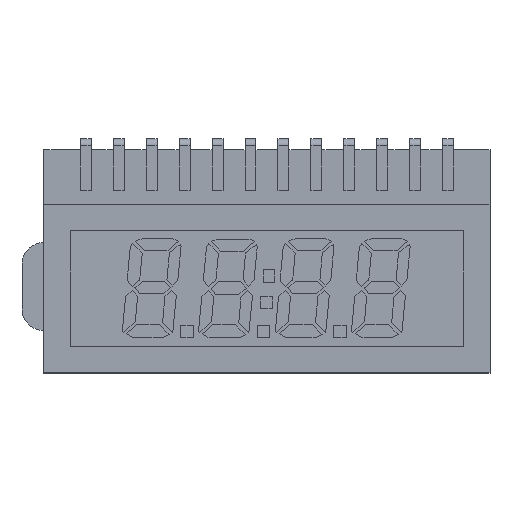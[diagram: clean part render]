
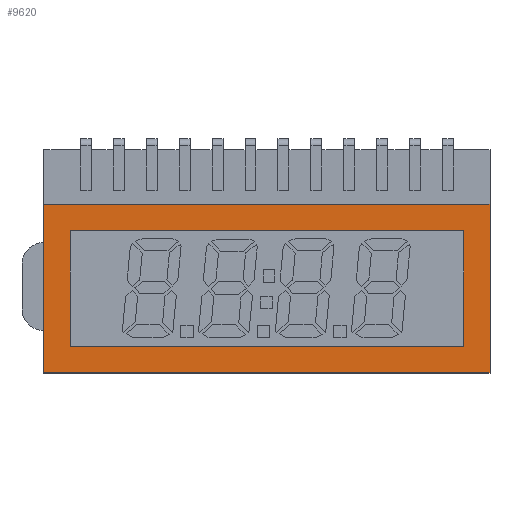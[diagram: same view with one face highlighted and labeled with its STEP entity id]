
A CAD part, top view. The second image highlights one B-rep face of the part: STEP entity #9620.
In plain terms, the highlighted planar face has unit normal (0, 0, 1).
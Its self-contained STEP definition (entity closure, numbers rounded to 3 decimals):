
#993=ORIENTED_EDGE('',*,*,#2669,.F.);
#994=ORIENTED_EDGE('',*,*,#2670,.F.);
#995=ORIENTED_EDGE('',*,*,#2671,.F.);
#996=ORIENTED_EDGE('',*,*,#2672,.F.);
#997=ORIENTED_EDGE('',*,*,#2666,.T.);
#998=ORIENTED_EDGE('',*,*,#2664,.T.);
#999=ORIENTED_EDGE('',*,*,#2668,.T.);
#1000=ORIENTED_EDGE('',*,*,#2082,.T.);
#2082=EDGE_CURVE('',#3090,#3089,#3759,.T.);
#2664=EDGE_CURVE('',#3541,#3543,#4319,.T.);
#2666=EDGE_CURVE('',#3089,#3541,#4321,.T.);
#2668=EDGE_CURVE('',#3543,#3090,#4323,.T.);
#2669=EDGE_CURVE('',#3544,#3545,#4324,.T.);
#2670=EDGE_CURVE('',#3546,#3544,#4325,.T.);
#2671=EDGE_CURVE('',#3547,#3546,#4326,.T.);
#2672=EDGE_CURVE('',#3545,#3547,#4327,.T.);
#3089=VERTEX_POINT('',#12069);
#3090=VERTEX_POINT('',#12071);
#3541=VERTEX_POINT('',#13217);
#3543=VERTEX_POINT('',#13221);
#3544=VERTEX_POINT('',#13233);
#3545=VERTEX_POINT('',#13234);
#3546=VERTEX_POINT('',#13236);
#3547=VERTEX_POINT('',#13238);
#3759=LINE('',#12070,#4738);
#4319=LINE('',#13222,#5298);
#4321=LINE('',#13225,#5300);
#4323=LINE('',#13230,#5302);
#4324=LINE('',#13232,#5303);
#4325=LINE('',#13235,#5304);
#4326=LINE('',#13237,#5305);
#4327=LINE('',#13239,#5306);
#4738=VECTOR('',#10285,1000.);
#5298=VECTOR('',#11121,1000.);
#5300=VECTOR('',#11125,1000.);
#5302=VECTOR('',#11133,1000.);
#5303=VECTOR('',#11136,1000.);
#5304=VECTOR('',#11137,1000.);
#5305=VECTOR('',#11138,1000.);
#5306=VECTOR('',#11139,1000.);
#5868=EDGE_LOOP('',(#993,#994,#995,#996));
#5869=EDGE_LOOP('',(#997,#998,#999,#1000));
#6275=FACE_BOUND('',#5868,.T.);
#6276=FACE_BOUND('',#5869,.T.);
#6649=PLANE('',#10020);
#9620=ADVANCED_FACE('',(#6275,#6276),#6649,.T.);
#10020=AXIS2_PLACEMENT_3D('',#13231,#11134,#11135);
#10285=DIRECTION('',(0.,-1.,0.));
#11121=DIRECTION('',(0.,1.,0.));
#11125=DIRECTION('',(1.,0.,0.));
#11133=DIRECTION('',(-1.,0.,0.));
#11134=DIRECTION('',(0.,0.,1.));
#11135=DIRECTION('',(1.,0.,0.));
#11136=DIRECTION('',(1.,0.,0.));
#11137=DIRECTION('',(0.,-1.,0.));
#11138=DIRECTION('',(-1.,0.,0.));
#11139=DIRECTION('',(0.,1.,0.));
#12069=CARTESIAN_POINT('',(-10.16,-3.84,1.1));
#12070=CARTESIAN_POINT('',(-10.16,3.84,1.1));
#12071=CARTESIAN_POINT('',(-10.16,3.84,1.1));
#13217=CARTESIAN_POINT('',(10.16,-3.84,1.1));
#13221=CARTESIAN_POINT('',(10.16,3.84,1.1));
#13222=CARTESIAN_POINT('',(10.16,-3.84,1.1));
#13225=CARTESIAN_POINT('',(-10.16,-3.84,1.1));
#13230=CARTESIAN_POINT('',(10.16,3.84,1.1));
#13231=CARTESIAN_POINT('',(0.,0.,1.1));
#13232=CARTESIAN_POINT('',(-8.96,-2.64,1.1));
#13233=CARTESIAN_POINT('',(-8.96,-2.64,1.1));
#13234=CARTESIAN_POINT('',(8.96,-2.64,1.1));
#13235=CARTESIAN_POINT('',(-8.96,2.64,1.1));
#13236=CARTESIAN_POINT('',(-8.96,2.64,1.1));
#13237=CARTESIAN_POINT('',(8.96,2.64,1.1));
#13238=CARTESIAN_POINT('',(8.96,2.64,1.1));
#13239=CARTESIAN_POINT('',(8.96,-2.64,1.1));
